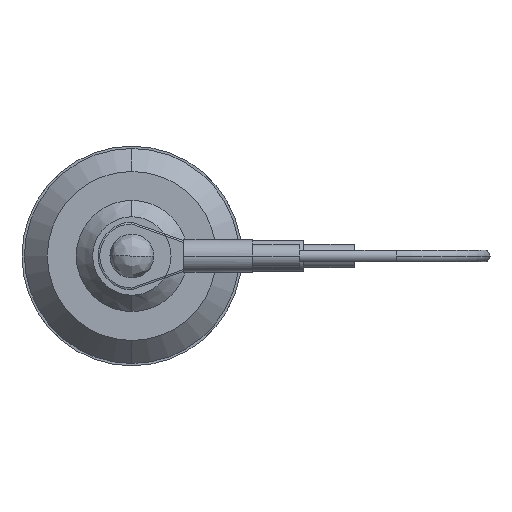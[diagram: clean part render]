
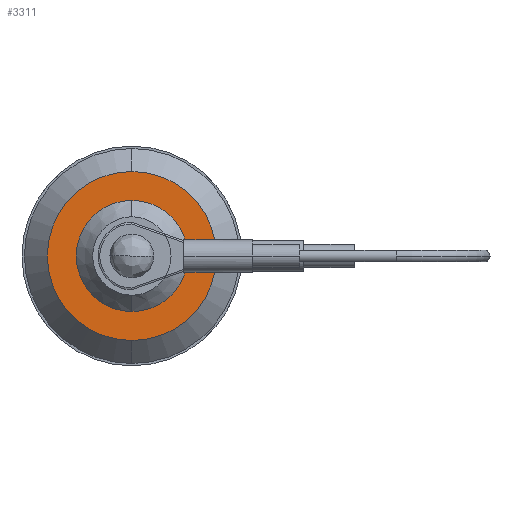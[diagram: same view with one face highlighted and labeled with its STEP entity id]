
A CAD part, left-side view. The second image highlights one B-rep face of the part: STEP entity #3311.
In plain terms, the highlighted face is planar.
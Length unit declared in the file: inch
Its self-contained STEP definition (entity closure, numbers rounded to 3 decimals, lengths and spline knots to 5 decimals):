
#503 = CIRCLE ( 'NONE', #18608, 0.3165 ) ;
#678 = FACE_OUTER_BOUND ( 'NONE', #6395, .T. ) ;
#955 = VERTEX_POINT ( 'NONE', #15458 ) ;
#1541 = AXIS2_PLACEMENT_3D ( 'NONE', #13866, #14129, #16032 ) ;
#2019 = EDGE_CURVE ( 'NONE', #20976, #10781, #13027, .T. ) ;
#3311 = ADVANCED_FACE ( 'NONE', ( #10940, #678 ), #8911, .F. ) ;
#3547 = CARTESIAN_POINT ( 'NONE',  ( 0., 0.68615, 0.481 ) ) ;
#5848 = CARTESIAN_POINT ( 'NONE',  ( 0., 0.68615, 0. ) ) ;
#6395 = EDGE_LOOP ( 'NONE', ( #7189, #10375 ) ) ;
#6831 = CARTESIAN_POINT ( 'NONE',  ( 0., 0.68615, -0.3165 ) ) ;
#7189 = ORIENTED_EDGE ( 'NONE', *, *, #2019, .T. ) ;
#7513 = DIRECTION ( 'NONE',  ( 0., -1., 0. ) ) ;
#8858 = CARTESIAN_POINT ( 'NONE',  ( 0., 0.68615, 0. ) ) ;
#8911 = PLANE ( 'NONE',  #22550 ) ;
#10375 = ORIENTED_EDGE ( 'NONE', *, *, #11474, .T. ) ;
#10781 = VERTEX_POINT ( 'NONE', #3547 ) ;
#10940 = FACE_BOUND ( 'NONE', #19695, .T. ) ;
#11464 = DIRECTION ( 'NONE',  ( 0., 1., 0. ) ) ;
#11474 = EDGE_CURVE ( 'NONE', #10781, #20976, #20482, .T. ) ;
#13027 = CIRCLE ( 'NONE', #22924, 0.481 ) ;
#13085 = DIRECTION ( 'NONE',  ( 0., 0., -1. ) ) ;
#13564 = CARTESIAN_POINT ( 'NONE',  ( 0., 0.68615, -0.481 ) ) ;
#13598 = EDGE_CURVE ( 'NONE', #955, #16625, #19318, .T. ) ;
#13866 = CARTESIAN_POINT ( 'NONE',  ( 0., 0.68615, 0. ) ) ;
#14087 = DIRECTION ( 'NONE',  ( 0., 1., 0. ) ) ;
#14129 = DIRECTION ( 'NONE',  ( 0., 1., 0. ) ) ;
#15458 = CARTESIAN_POINT ( 'NONE',  ( 0., 0.68615, 0.3165 ) ) ;
#16032 = DIRECTION ( 'NONE',  ( 0., 0., 1. ) ) ;
#16625 = VERTEX_POINT ( 'NONE', #6831 ) ;
#16763 = DIRECTION ( 'NONE',  ( 0., 0., 1. ) ) ;
#18532 = ORIENTED_EDGE ( 'NONE', *, *, #13598, .F. ) ;
#18608 = AXIS2_PLACEMENT_3D ( 'NONE', #19548, #11464, #21305 ) ;
#18974 = DIRECTION ( 'NONE',  ( 0., 0., 1. ) ) ;
#19318 = CIRCLE ( 'NONE', #26182, 0.3165 ) ;
#19548 = CARTESIAN_POINT ( 'NONE',  ( 0., 0.68615, 0. ) ) ;
#19695 = EDGE_LOOP ( 'NONE', ( #24091, #18532 ) ) ;
#20482 = CIRCLE ( 'NONE', #1541, 0.481 ) ;
#20976 = VERTEX_POINT ( 'NONE', #13564 ) ;
#21305 = DIRECTION ( 'NONE',  ( 0., 0., 1. ) ) ;
#22550 = AXIS2_PLACEMENT_3D ( 'NONE', #23324, #7513, #13085 ) ;
#22924 = AXIS2_PLACEMENT_3D ( 'NONE', #8858, #23011, #18974 ) ;
#23011 = DIRECTION ( 'NONE',  ( 0., 1., 0. ) ) ;
#23324 = CARTESIAN_POINT ( 'NONE',  ( 0., 0.68615, 0.3165 ) ) ;
#24091 = ORIENTED_EDGE ( 'NONE', *, *, #24687, .F. ) ;
#24687 = EDGE_CURVE ( 'NONE', #16625, #955, #503, .T. ) ;
#26182 = AXIS2_PLACEMENT_3D ( 'NONE', #5848, #14087, #16763 ) ;
